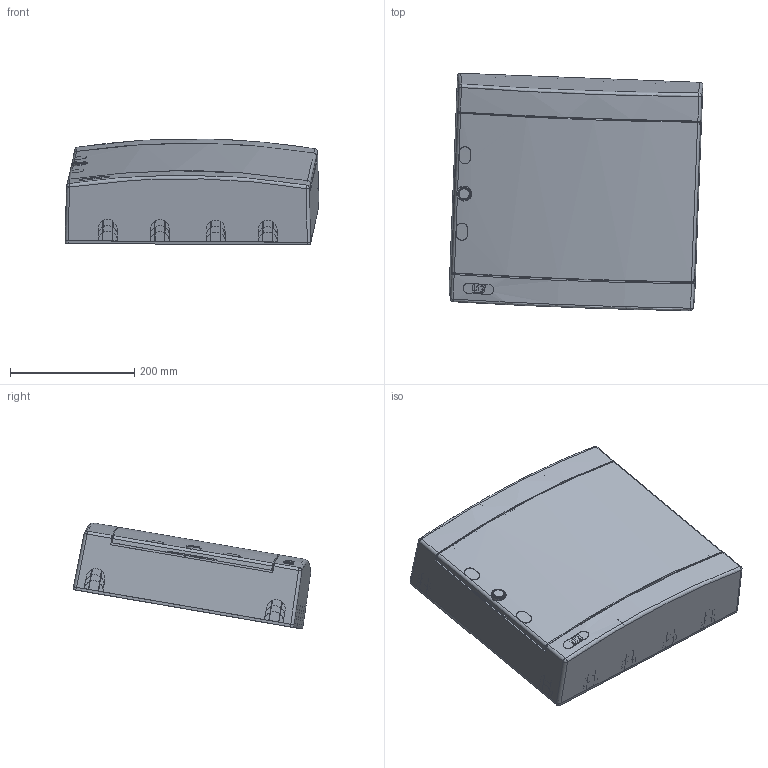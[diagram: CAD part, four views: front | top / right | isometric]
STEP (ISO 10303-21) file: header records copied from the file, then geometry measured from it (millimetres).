
FILE_DESCRIPTION((''),'2;1');
FILE_NAME('001101301_3DFILE_ASM','2024-08-12T11:50:53',('klemen.sitar'),('Audax d.o.o.'),'CREO PARAMETRIC BY PTC INC, 2021304','CREO PARAMETRIC BY PTC INC, 2021304','');
FILE_SCHEMA(('AP242_MANAGED_MODEL_BASED_3D_ENGINEERING_MIM_LF { 1 0 10303 442 1 1 4 }'));
Products named in the file (11): ETI_LOGO_1_1_1_1_1_2_3_4_1_1; ETI_LOGO_2_1_1_1_1_2_3_4_1_1; ETI_LOGO_3_1_1_1_1_2_3_4_1_1; VIJAK_M4_2X9_5__DNO_I_SINA__1_1; DNO_-_N2X18C_1_1; CEP__VRATA_C-SERIJA__1_1; VRATA__N2X18C__1_2_1_1; MASKA__N2X18C__1_2_1_1_1_1; SCREW_M4X8_1_2_3; ECT_2X18_MEDIA_PO_ASM; 001101301_3DFILE_ASM
Assembly tree (16 placements, depth 3):
  001101301_3DFILE_ASM
    ECT_2X18_MEDIA_PO_ASM
      ETI_LOGO_1_1_1_1_1_2_3_4_1_1
      ETI_LOGO_2_1_1_1_1_2_3_4_1_1
      ETI_LOGO_3_1_1_1_1_2_3_4_1_1
      VIJAK_M4_2X9_5__DNO_I_SINA__1_1  x4
      DNO_-_N2X18C_1_1
      CEP__VRATA_C-SERIJA__1_1
      VRATA__N2X18C__1_2_1_1
      MASKA__N2X18C__1_2_1_1_1_1
      SCREW_M4X8_1_2_3  x4
Bounding box: 408.98 x 382.63 x 170.77 mm (x, y, z)
Volume: 1207707.8 mm3; surface area: 1118232.3 mm2
Topology: 15 solids, 15 shells, 3085 faces, 8577 edges, 5617 vertices
Faces by surface type: plane 1915, cylinder 597, cone 293, bspline 204, torus 54, sphere 12, revolution 8, extrusion 2
Entity records: 117797 total; most frequent: CARTESIAN_POINT 20917, ORIENTED_EDGE 15530, DIRECTION 14464, PRESENTATION_STYLE_ASSIGNMENT 7811, STYLED_ITEM 7811, CURVE_STYLE 7765, EDGE_CURVE 7765, VERTEX_POINT 5125
